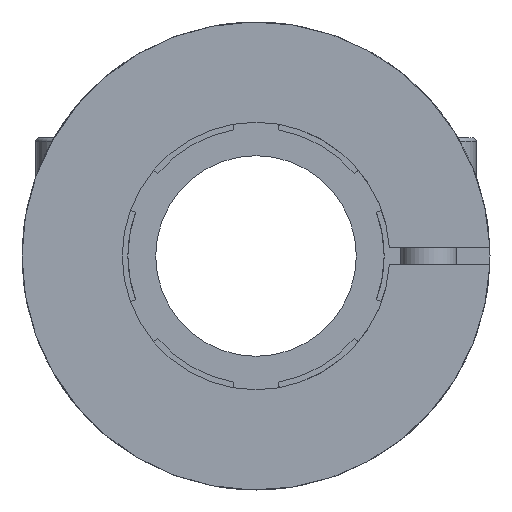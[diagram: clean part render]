
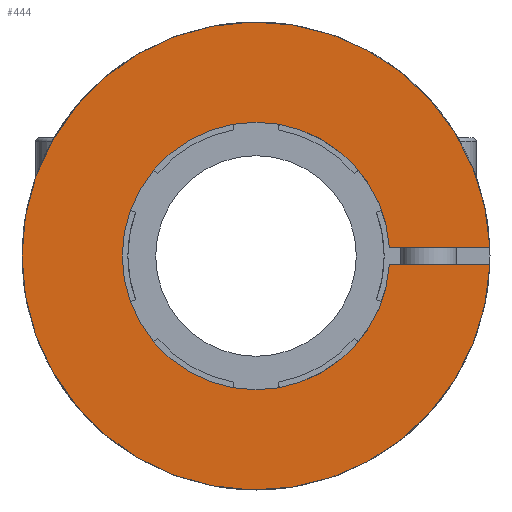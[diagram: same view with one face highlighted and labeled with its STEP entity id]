
A CAD part, left-side view. The second image highlights one B-rep face of the part: STEP entity #444.
In plain terms, the highlighted planar face has unit normal (-1, 0, 0).
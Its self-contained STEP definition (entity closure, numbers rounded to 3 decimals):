
#444=ADVANCED_FACE('NONE',(#886),#887,.F.);
#886=FACE_OUTER_BOUND('',#1345,.T.);
#887=PLANE('',#1346);
#1345=EDGE_LOOP('',(#2420,#2421,#2422,#2423,#2424,#2425,#2426));
#1346=AXIS2_PLACEMENT_3D('',#2427,#2428,#2429);
#2420=ORIENTED_EDGE('',*,*,#3167,.T.);
#2421=ORIENTED_EDGE('',*,*,#3157,.T.);
#2422=ORIENTED_EDGE('',*,*,#3149,.T.);
#2423=ORIENTED_EDGE('',*,*,#3185,.F.);
#2424=ORIENTED_EDGE('',*,*,#3132,.T.);
#2425=ORIENTED_EDGE('',*,*,#3186,.T.);
#2426=ORIENTED_EDGE('',*,*,#3181,.F.);
#2427=CARTESIAN_POINT('',(0.0,0.0,4.0));
#2428=DIRECTION('',(1.0,0.0,0.0));
#2429=DIRECTION('',(0.0,-0.0,-1.0));
#3132=EDGE_CURVE('NONE',#3813,#3810,#3814,.T.);
#3149=EDGE_CURVE('',#3831,#3844,#3846,.T.);
#3157=EDGE_CURVE('',#3849,#3831,#3860,.T.);
#3167=EDGE_CURVE('',#3873,#3849,#3874,.T.);
#3181=EDGE_CURVE('NONE',#3873,#3897,#3898,.T.);
#3185=EDGE_CURVE('NONE',#3813,#3844,#3903,.T.);
#3186=EDGE_CURVE('NONE',#3810,#3897,#3904,.T.);
#3810=VERTEX_POINT('',#4931);
#3813=VERTEX_POINT('NONE',#4935);
#3814=CIRCLE('',#4936,21.0);
#3831=VERTEX_POINT('',#4957);
#3844=VERTEX_POINT('',#4973);
#3846=CIRCLE('',#4976,12.0);
#3849=VERTEX_POINT('',#4979);
#3860=CIRCLE('',#4993,12.0);
#3873=VERTEX_POINT('',#5010);
#3874=CIRCLE('',#5011,12.0);
#3897=VERTEX_POINT('NONE',#5039);
#3898=LINE('',#5040,#5041);
#3903=LINE('',#5048,#5049);
#3904=CIRCLE('',#5050,21.0);
#4931=CARTESIAN_POINT('',(0.0,21.0,0.));
#4935=CARTESIAN_POINT('',(0.0,-20.985,0.8));
#4936=AXIS2_PLACEMENT_3D('',#5748,#5749,#5750);
#4957=CARTESIAN_POINT('',(0.0,0.,12.0));
#4973=CARTESIAN_POINT('',(0.0,-11.973,0.8));
#4976=AXIS2_PLACEMENT_3D('',#5780,#5781,#5782);
#4979=CARTESIAN_POINT('',(0.0,0.,-12.0));
#4993=AXIS2_PLACEMENT_3D('',#5795,#5796,#5797);
#5010=CARTESIAN_POINT('',(0.0,-11.973,-0.8));
#5011=AXIS2_PLACEMENT_3D('',#5808,#5809,#5810);
#5039=CARTESIAN_POINT('',(0.0,-20.985,-0.8));
#5040=CARTESIAN_POINT('',(0.0,-2.3,-0.8));
#5041=VECTOR('',#5834,1000.0);
#5048=CARTESIAN_POINT('',(0.0,-2.3,0.8));
#5049=VECTOR('',#5837,1000.0);
#5050=AXIS2_PLACEMENT_3D('',#5838,#5839,#5840);
#5748=CARTESIAN_POINT('',(0.0,0.0,0.0));
#5749=DIRECTION('',(-1.0,0.0,0.0));
#5750=DIRECTION('',(0.0,-1.0,0.0));
#5780=CARTESIAN_POINT('',(0.0,0.0,0.0));
#5781=DIRECTION('',(1.0,0.0,0.0));
#5782=DIRECTION('',(0.0,0.0,-1.0));
#5795=CARTESIAN_POINT('',(0.0,0.0,0.0));
#5796=DIRECTION('',(1.0,0.0,0.0));
#5797=DIRECTION('',(0.0,0.0,-1.0));
#5808=CARTESIAN_POINT('',(0.0,0.0,0.0));
#5809=DIRECTION('',(1.0,0.0,0.0));
#5810=DIRECTION('',(0.0,0.0,-1.0));
#5834=DIRECTION('',(0.0,-1.0,0.0));
#5837=DIRECTION('',(0.0,1.0,-0.0));
#5838=CARTESIAN_POINT('',(0.0,0.0,0.0));
#5839=DIRECTION('',(-1.0,0.0,0.0));
#5840=DIRECTION('',(0.0,-1.0,0.0));
